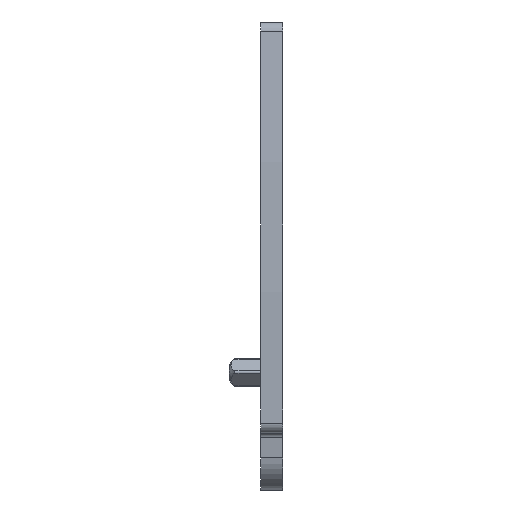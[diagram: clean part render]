
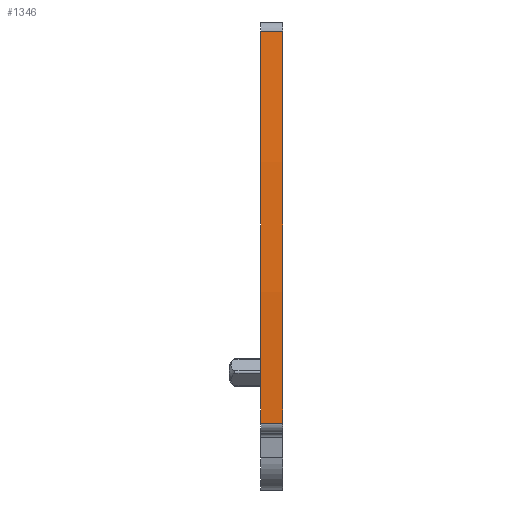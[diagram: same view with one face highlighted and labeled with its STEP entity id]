
A CAD part, front view. The second image highlights one B-rep face of the part: STEP entity #1346.
In plain terms, the highlighted cylindrical face has radius 230.64 mm (diameter 461.28 mm), a partial arc.
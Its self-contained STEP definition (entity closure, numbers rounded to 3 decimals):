
#832=AXIS2_PLACEMENT_3D('Circle Axis2P3D',#830,#831,$) ;
#1079=AXIS2_PLACEMENT_3D('Circle Axis2P3D',#1077,#1078,$) ;
#1338=AXIS2_PLACEMENT_3D('Cylinder Axis2P3D',#1335,#1336,#1337) ;
#827=CARTESIAN_POINT('Vertex',(3.,0.293,6.349)) ;
#830=CARTESIAN_POINT('Axis2P3D Location',(3.,230.639,18.)) ;
#834=CARTESIAN_POINT('Vertex',(3.,1.414,43.511)) ;
#953=CARTESIAN_POINT('Vertex',(5.1,1.414,43.511)) ;
#963=CARTESIAN_POINT('Line Origine',(4.05,1.414,43.511)) ;
#1077=CARTESIAN_POINT('Axis2P3D Location',(5.1,230.639,18.)) ;
#1081=CARTESIAN_POINT('Vertex',(5.1,0.293,6.349)) ;
#1323=CARTESIAN_POINT('Line Origine',(4.05,0.293,6.349)) ;
#1335=CARTESIAN_POINT('Axis2P3D Location',(4.05,230.639,18.)) ;
#831=DIRECTION('Axis2P3D Direction',(1.,0.,-0.)) ;
#964=DIRECTION('Vector Direction',(-1.,0.,0.)) ;
#1078=DIRECTION('Axis2P3D Direction',(1.,0.,-0.)) ;
#1324=DIRECTION('Vector Direction',(-1.,0.,0.)) ;
#1336=DIRECTION('Axis2P3D Direction',(-1.,0.,-0.)) ;
#1337=DIRECTION('Axis2P3D XDirection',(0.,-0.999,-0.051)) ;
#965=VECTOR('Line Direction',#964,1.) ;
#1325=VECTOR('Line Direction',#1324,1.) ;
#1341=ORIENTED_EDGE('',*,*,#1083,.T.) ;
#1342=ORIENTED_EDGE('',*,*,#967,.F.) ;
#1343=ORIENTED_EDGE('',*,*,#836,.T.) ;
#1344=ORIENTED_EDGE('',*,*,#1327,.T.) ;
#1346=ADVANCED_FACE('V1',(#1345),#1339,.T.) ;
#833=CIRCLE('generated circle',#832,230.64) ;
#1080=CIRCLE('generated circle',#1079,230.64) ;
#1339=CYLINDRICAL_SURFACE('generated cylinder',#1338,230.64) ;
#836=EDGE_CURVE('',#835,#828,#833,.T.) ;
#967=EDGE_CURVE('',#835,#954,#966,.F.) ;
#1083=EDGE_CURVE('',#1082,#954,#1080,.F.) ;
#1327=EDGE_CURVE('',#828,#1082,#1326,.F.) ;
#1340=EDGE_LOOP('',(#1341,#1342,#1343,#1344)) ;
#1345=FACE_OUTER_BOUND('',#1340,.T.) ;
#966=LINE('Line',#963,#965) ;
#1326=LINE('Line',#1323,#1325) ;
#828=VERTEX_POINT('',#827) ;
#835=VERTEX_POINT('',#834) ;
#954=VERTEX_POINT('',#953) ;
#1082=VERTEX_POINT('',#1081) ;
